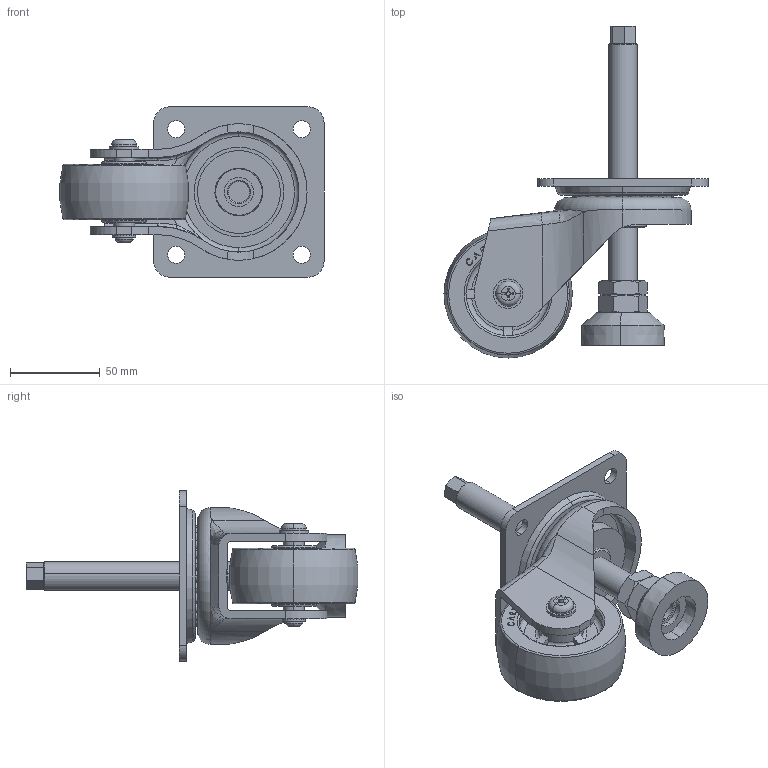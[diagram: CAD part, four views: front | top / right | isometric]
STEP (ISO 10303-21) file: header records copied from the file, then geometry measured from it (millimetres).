
FILE_DESCRIPTION (( 'STEP AP203' ), '1' );
FILE_NAME ('24.APLC-700F ASSY.STEP', '2015-04-03T01:47:02', ( 'WON SINCHUL' ), ( 'Hewlett-Packard Company' ), 'SwSTEP 2.0', 'SolidWorks 2015', '' );
FILE_SCHEMA (( 'CONFIG_CONTROL_DESIGN' ));
Length unit declared in the file: millimetre
Products named in the file (1): 24.APLC-700F ASSY
Bounding box: 147.29 x 185.13 x 95 mm (x, y, z)
Volume: 286849.9 mm3; surface area: 102179.9 mm2
Topology: 34 solids, 34 shells, 652 faces, 1684 edges, 1086 vertices
Faces by surface type: plane 288, cylinder 97, bspline 93, cone 66, torus 60, sphere 48
Entity records: 23350 total; most frequent: CARTESIAN_POINT 8728, ORIENTED_EDGE 3124, DIRECTION 2785, EDGE_CURVE 1562, AXIS2_PLACEMENT_3D 1045, VERTEX_POINT 1014, EDGE_LOOP 714, VECTOR 695
